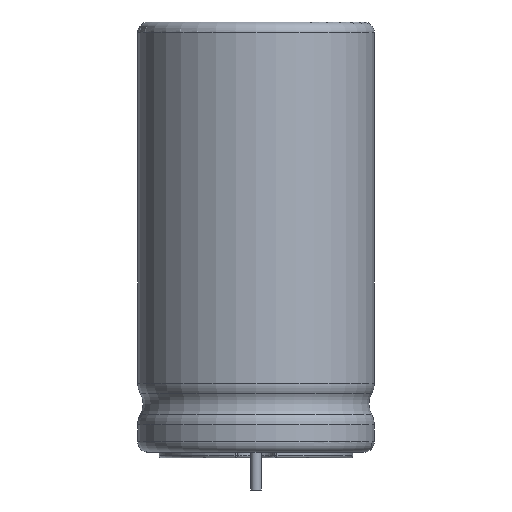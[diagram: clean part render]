
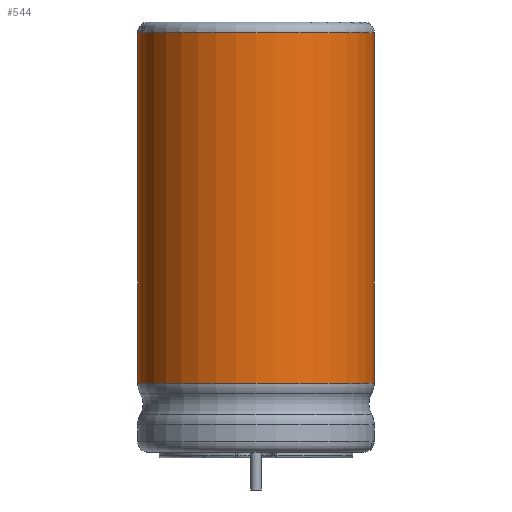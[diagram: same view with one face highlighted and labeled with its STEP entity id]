
A CAD part, left-side view. The second image highlights one B-rep face of the part: STEP entity #544.
In plain terms, the highlighted cylindrical face has radius 11 mm (diameter 22 mm), a full revolution.
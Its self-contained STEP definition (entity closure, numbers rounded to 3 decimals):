
#395=CARTESIAN_POINT('',(10.738,2.387,20.425));
#396=VERTEX_POINT('',#395);
#397=CARTESIAN_POINT('',(10.738,2.387,34.94));
#398=VERTEX_POINT('',#397);
#399=CARTESIAN_POINT('',(10.738,2.387,40.5));
#400=DIRECTION('',(0.0,0.0,1.0));
#401=VECTOR('',#400,1.0);
#402=LINE('',#399,#401);
#403=EDGE_CURVE('n� 366',#396,#398,#402,.T.);
#404=ORIENTED_EDGE('',*,*,#403,.F.);
#405=CARTESIAN_POINT('',(11.0,-0.0,17.917));
#406=VERTEX_POINT('',#405);
#407=CARTESIAN_POINT('',(0.0,0.0,17.917));
#408=DIRECTION('',(0.0,-0.724,0.689));
#409=DIRECTION('',(0.0,-0.689,-0.724));
#410=AXIS2_PLACEMENT_3D('',#407,#408,#409);
#411=ELLIPSE('',#410,15.957,11.0);
#412=EDGE_CURVE('n� 391',#406,#396,#411,.T.);
#413=ORIENTED_EDGE('',*,*,#412,.F.);
#414=CARTESIAN_POINT('',(10.738,-2.387,20.425));
#415=VERTEX_POINT('',#414);
#416=CARTESIAN_POINT('',(0.0,0.0,17.917));
#417=DIRECTION('',(-0.0,0.724,0.689));
#418=DIRECTION('',(-0.0,0.689,-0.724));
#419=AXIS2_PLACEMENT_3D('',#416,#417,#418);
#420=ELLIPSE('',#419,15.957,11.0);
#421=EDGE_CURVE('n� 386',#415,#406,#420,.T.);
#422=ORIENTED_EDGE('',*,*,#421,.F.);
#423=CARTESIAN_POINT('',(10.738,-2.387,34.94));
#424=VERTEX_POINT('',#423);
#425=CARTESIAN_POINT('',(10.738,-2.387,40.5));
#426=DIRECTION('',(0.0,-0.0,-1.0));
#427=VECTOR('',#426,1.0);
#428=LINE('',#425,#427);
#429=EDGE_CURVE('n� 381',#424,#415,#428,.T.);
#430=ORIENTED_EDGE('',*,*,#429,.F.);
#431=CARTESIAN_POINT('',(11.0,0.0,32.553));
#432=VERTEX_POINT('',#431);
#433=CARTESIAN_POINT('',(0.0,0.0,32.553));
#434=DIRECTION('',(0.0,-0.707,-0.707));
#435=DIRECTION('',(-0.0,0.707,-0.707));
#436=AXIS2_PLACEMENT_3D('',#433,#434,#435);
#437=ELLIPSE('',#436,15.556,11.0);
#438=EDGE_CURVE('n� 376',#432,#424,#437,.T.);
#439=ORIENTED_EDGE('',*,*,#438,.F.);
#440=CARTESIAN_POINT('',(0.0,0.0,32.553));
#441=DIRECTION('',(0.0,0.707,-0.707));
#442=DIRECTION('',(-0.0,-0.707,-0.707));
#443=AXIS2_PLACEMENT_3D('',#440,#441,#442);
#444=ELLIPSE('',#443,15.556,11.0);
#445=EDGE_CURVE('n� 371',#398,#432,#444,.T.);
#446=ORIENTED_EDGE('',*,*,#445,.F.);
#447=EDGE_LOOP('',(#404,#413,#422,#430,#439,#446));
#448=FACE_OUTER_BOUND('',#447,.T.);
#449=CARTESIAN_POINT('',(10.738,2.387,6.936));
#450=VERTEX_POINT('',#449);
#451=CARTESIAN_POINT('',(10.738,2.387,19.506));
#452=VERTEX_POINT('',#451);
#453=CARTESIAN_POINT('',(10.738,2.387,40.5));
#454=DIRECTION('',(-0.0,0.0,1.0));
#455=VECTOR('',#454,1.0);
#456=LINE('',#453,#455);
#457=EDGE_CURVE('n� 1223',#450,#452,#456,.T.);
#458=ORIENTED_EDGE('',*,*,#457,.F.);
#459=CARTESIAN_POINT('',(10.738,-2.387,6.936));
#460=VERTEX_POINT('',#459);
#461=CARTESIAN_POINT('',(0.0,0.0,6.936));
#462=DIRECTION('',(0.0,0.0,1.0));
#463=DIRECTION('',(-1.0,0.0,0.0));
#464=AXIS2_PLACEMENT_3D('',#461,#462,#463);
#465=CIRCLE('',#464,11.0);
#466=EDGE_CURVE('n� 1062',#450,#460,#465,.T.);
#467=ORIENTED_EDGE('',*,*,#466,.T.);
#468=CARTESIAN_POINT('',(10.738,-2.387,19.506));
#469=VERTEX_POINT('',#468);
#470=CARTESIAN_POINT('',(10.738,-2.387,40.5));
#471=DIRECTION('',(0.0,0.0,-1.0));
#472=VECTOR('',#471,1.0);
#473=LINE('',#470,#472);
#474=EDGE_CURVE('n� 1231',#469,#460,#473,.T.);
#475=ORIENTED_EDGE('',*,*,#474,.F.);
#476=CARTESIAN_POINT('',(11.0,-0.0,17.119));
#477=VERTEX_POINT('',#476);
#478=CARTESIAN_POINT('',(0.0,0.0,17.119));
#479=DIRECTION('',(0.0,-0.707,-0.707));
#480=DIRECTION('',(-0.0,0.707,-0.707));
#481=AXIS2_PLACEMENT_3D('',#478,#479,#480);
#482=ELLIPSE('',#481,15.556,11.0);
#483=EDGE_CURVE('n� 1099',#477,#469,#482,.T.);
#484=ORIENTED_EDGE('',*,*,#483,.F.);
#485=CARTESIAN_POINT('',(0.0,0.0,17.119));
#486=DIRECTION('',(0.0,0.707,-0.707));
#487=DIRECTION('',(-0.0,-0.707,-0.707));
#488=AXIS2_PLACEMENT_3D('',#485,#486,#487);
#489=ELLIPSE('',#488,15.556,11.0);
#490=EDGE_CURVE('n� 1103',#452,#477,#489,.T.);
#491=ORIENTED_EDGE('',*,*,#490,.F.);
#492=EDGE_LOOP('',(#458,#467,#475,#484,#491));
#493=FACE_BOUND('',#492,.T.);
#494=CARTESIAN_POINT('',(10.738,2.387,35.838));
#495=VERTEX_POINT('',#494);
#496=CARTESIAN_POINT('',(10.738,2.387,39.5));
#497=VERTEX_POINT('',#496);
#498=CARTESIAN_POINT('',(10.738,2.387,40.5));
#499=DIRECTION('',(-0.0,0.0,1.0));
#500=VECTOR('',#499,1.0);
#501=LINE('',#498,#500);
#502=EDGE_CURVE('n� 1723',#495,#497,#501,.T.);
#503=ORIENTED_EDGE('',*,*,#502,.F.);
#504=CARTESIAN_POINT('',(11.0,0.0,33.329));
#505=VERTEX_POINT('',#504);
#506=CARTESIAN_POINT('',(0.0,0.0,33.329));
#507=DIRECTION('',(0.0,-0.724,0.689));
#508=DIRECTION('',(0.0,-0.689,-0.724));
#509=AXIS2_PLACEMENT_3D('',#506,#507,#508);
#510=ELLIPSE('',#509,15.957,11.0);
#511=EDGE_CURVE('n� 1658',#505,#495,#510,.T.);
#512=ORIENTED_EDGE('',*,*,#511,.F.);
#513=CARTESIAN_POINT('',(10.738,-2.387,35.838));
#514=VERTEX_POINT('',#513);
#515=CARTESIAN_POINT('',(0.0,0.0,33.329));
#516=DIRECTION('',(-0.0,0.724,0.689));
#517=DIRECTION('',(-0.0,0.689,-0.724));
#518=AXIS2_PLACEMENT_3D('',#515,#516,#517);
#519=ELLIPSE('',#518,15.957,11.0);
#520=EDGE_CURVE('n� 1662',#514,#505,#519,.T.);
#521=ORIENTED_EDGE('',*,*,#520,.F.);
#522=CARTESIAN_POINT('',(10.738,-2.387,39.5));
#523=VERTEX_POINT('',#522);
#524=CARTESIAN_POINT('',(10.738,-2.387,40.5));
#525=DIRECTION('',(0.0,0.0,-1.0));
#526=VECTOR('',#525,1.0);
#527=LINE('',#524,#526);
#528=EDGE_CURVE('n� 1735',#523,#514,#527,.T.);
#529=ORIENTED_EDGE('',*,*,#528,.F.);
#530=CARTESIAN_POINT('',(0.0,0.0,39.5));
#531=DIRECTION('',(-0.0,-0.0,-1.0));
#532=DIRECTION('',(1.0,0.0,-0.0));
#533=AXIS2_PLACEMENT_3D('',#530,#531,#532);
#534=CIRCLE('',#533,11.0);
#535=EDGE_CURVE('n� 1609',#523,#497,#534,.T.);
#536=ORIENTED_EDGE('',*,*,#535,.T.);
#537=EDGE_LOOP('',(#503,#512,#521,#529,#536));
#538=FACE_BOUND('',#537,.T.);
#539=CARTESIAN_POINT('',(0.0,0.0,40.5));
#540=DIRECTION('',(-0.0,-0.0,-1.0));
#541=DIRECTION('',(-1.0,0.0,0.0));
#542=AXIS2_PLACEMENT_3D('',#539,#540,#541);
#543=CYLINDRICAL_SURFACE('',#542,11.0);
#544=ADVANCED_FACE('n� 1668',(#448,#493,#538),#543,.T.);
